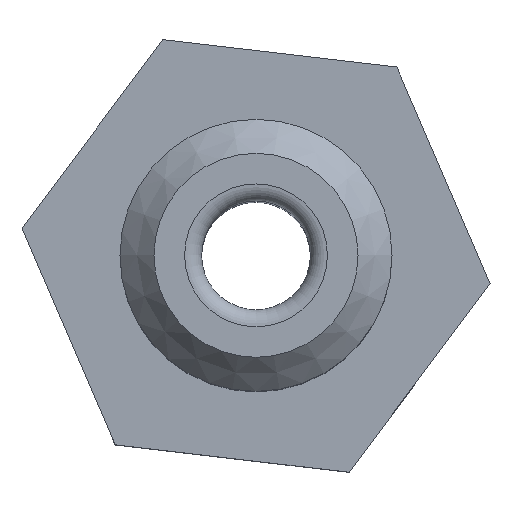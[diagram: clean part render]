
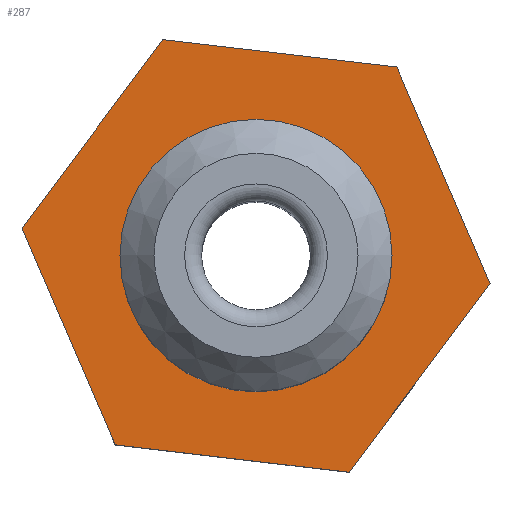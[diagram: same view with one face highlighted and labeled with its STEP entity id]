
A CAD part, top view. The second image highlights one B-rep face of the part: STEP entity #287.
In plain terms, the highlighted planar face has unit normal (0, 0, 1).
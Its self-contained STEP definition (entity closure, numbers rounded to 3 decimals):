
#15=LINE($,#427,#33);
#18=LINE($,#433,#36);
#21=LINE($,#439,#39);
#24=LINE($,#445,#42);
#28=LINE($,#452,#46);
#30=LINE($,#455,#48);
#33=VECTOR($,#346,6.928);
#36=VECTOR($,#351,6.928);
#39=VECTOR($,#356,6.928);
#42=VECTOR($,#361,6.928);
#46=VECTOR($,#367,6.928);
#48=VECTOR($,#371,6.928);
#57=PLANE($,#318);
#73=FACE_BOUND($,#119,.T.);
#92=FACE_OUTER_BOUND($,#118,.T.);
#118=EDGE_LOOP($,(#234,#235,#236,#237,#238,#239));
#119=EDGE_LOOP($,(#240));
#136=CIRCLE($,#317,4.);
#146=VERTEX_POINT($,#424);
#147=VERTEX_POINT($,#426);
#149=VERTEX_POINT($,#432);
#151=VERTEX_POINT($,#438);
#153=VERTEX_POINT($,#444);
#155=VERTEX_POINT($,#450);
#160=VERTEX_POINT($,#469);
#170=EDGE_CURVE($,#147,#146,#15,.T.);
#173=EDGE_CURVE($,#149,#147,#18,.T.);
#176=EDGE_CURVE($,#151,#149,#21,.T.);
#179=EDGE_CURVE($,#153,#151,#24,.T.);
#183=EDGE_CURVE($,#146,#155,#28,.T.);
#185=EDGE_CURVE($,#155,#153,#30,.T.);
#190=EDGE_CURVE($,#160,#160,#136,.T.);
#234=ORIENTED_EDGE($,*,*,#179,.T.);
#235=ORIENTED_EDGE($,*,*,#176,.T.);
#236=ORIENTED_EDGE($,*,*,#173,.T.);
#237=ORIENTED_EDGE($,*,*,#170,.T.);
#238=ORIENTED_EDGE($,*,*,#183,.T.);
#239=ORIENTED_EDGE($,*,*,#185,.T.);
#240=ORIENTED_EDGE($,*,*,#190,.T.);
#287=ADVANCED_FACE($,(#92,#73),#57,.T.);
#317=AXIS2_PLACEMENT_3D($,#470,#390,#391);
#318=AXIS2_PLACEMENT_3D($,#471,#392,#393);
#346=DIRECTION($,(0.597,0.802,0.));
#351=DIRECTION($,(0.993,-0.116,0.));
#356=DIRECTION($,(0.396,-0.918,0.));
#361=DIRECTION($,(-0.597,-0.802,0.));
#367=DIRECTION($,(-0.396,0.918,0.));
#371=DIRECTION($,(-0.993,0.116,0.));
#390=DIRECTION('center_axis',(0.,0.,-1.));
#391=DIRECTION('ref_axis',(1.,0.,0.));
#392=DIRECTION('center_axis',(0.,0.,1.));
#393=DIRECTION('ref_axis',(1.,0.,0.));
#424=CARTESIAN_POINT('',(6.881,-0.806,13.5));
#426=CARTESIAN_POINT('',(2.742,-6.362,13.5));
#427=CARTESIAN_POINT($,(4.392,-4.148,13.5));
#432=CARTESIAN_POINT('',(-4.139,-5.556,13.5));
#433=CARTESIAN_POINT($,(-2.998,-5.69,13.5));
#438=CARTESIAN_POINT('',(-6.881,0.806,13.5));
#439=CARTESIAN_POINT($,(-5.463,-2.484,13.5));
#444=CARTESIAN_POINT('',(-2.742,6.362,13.5));
#445=CARTESIAN_POINT($,(-7.301,0.243,13.5));
#450=CARTESIAN_POINT('',(4.139,5.556,13.5));
#452=CARTESIAN_POINT($,(4.186,5.447,13.5));
#455=CARTESIAN_POINT($,(-5.042,6.632,13.5));
#469=CARTESIAN_POINT('',(-4.,0.,13.5));
#470=CARTESIAN_POINT('Origin',(0.,0.,13.5));
#471=CARTESIAN_POINT('Origin',(-8.15,0.,13.5));
